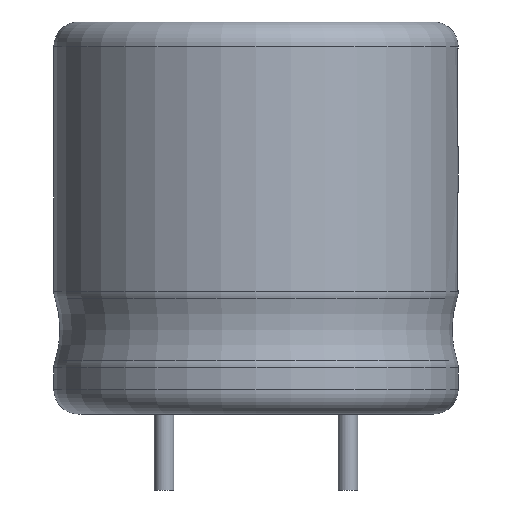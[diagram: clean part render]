
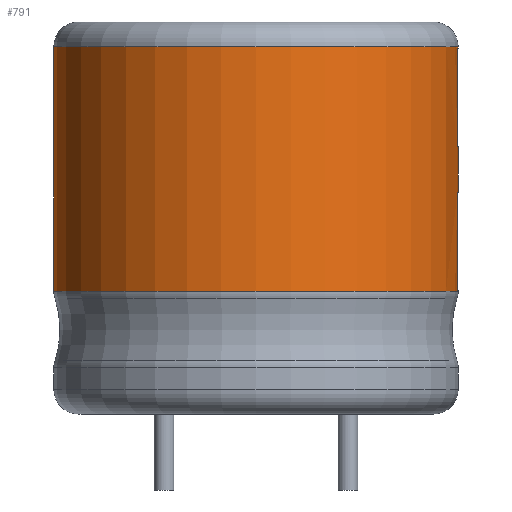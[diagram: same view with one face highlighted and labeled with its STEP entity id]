
A CAD part, front view. The second image highlights one B-rep face of the part: STEP entity #791.
In plain terms, the highlighted cylindrical face has radius 8.25 mm (diameter 16.5 mm), a partial arc.
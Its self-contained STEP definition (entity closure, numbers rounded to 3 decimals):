
#611=CARTESIAN_POINT('',(-8.25,0.,15.0));
#612=VERTEX_POINT('',#611);
#622=CARTESIAN_POINT('',(8.25,0.,15.0));
#623=VERTEX_POINT('',#622);
#624=CARTESIAN_POINT('',(0.0,0.,15.0));
#625=DIRECTION('',(0.0,0.0,1.0));
#626=DIRECTION('',(-1.0,0.0,0.0));
#627=AXIS2_PLACEMENT_3D('',#624,#625,#626);
#628=CIRCLE('',#627,8.25);
#629=EDGE_CURVE('',#612,#623,#628,.T.);
#692=CARTESIAN_POINT('',(0.0,0.0,0.0));
#693=DIRECTION('',(0.0,0.0,1.0));
#694=DIRECTION('',(1.0,0.0,0.0));
#695=AXIS2_PLACEMENT_3D('',#692,#693,#694);
#696=CYLINDRICAL_SURFACE('',#695,8.25);
#697=CARTESIAN_POINT('',(8.25,0.0,14.922));
#698=VERTEX_POINT('',#697);
#699=CARTESIAN_POINT('',(8.25,0.0,15.0));
#700=DIRECTION('',(0.0,0.0,-1.0));
#701=VECTOR('',#700,0.078);
#702=LINE('',#699,#701);
#703=EDGE_CURVE('',#623,#698,#702,.T.);
#704=ORIENTED_EDGE('',*,*,#703,.F.);
#705=ORIENTED_EDGE('',*,*,#629,.F.);
#706=CARTESIAN_POINT('',(-8.25,0.,5.009));
#707=VERTEX_POINT('',#706);
#708=CARTESIAN_POINT('',(-8.25,0.,15.0));
#709=DIRECTION('',(0.0,0.0,-1.0));
#710=VECTOR('',#709,9.991);
#711=LINE('',#708,#710);
#712=EDGE_CURVE('',#612,#707,#711,.T.);
#713=ORIENTED_EDGE('',*,*,#712,.T.);
#714=CARTESIAN_POINT('',(8.25,0.,5.009));
#715=VERTEX_POINT('',#714);
#716=CARTESIAN_POINT('',(0.0,0.,5.009));
#717=DIRECTION('',(0.0,0.0,-1.0));
#718=DIRECTION('',(1.0,0.0,0.0));
#719=AXIS2_PLACEMENT_3D('',#716,#717,#718);
#720=CIRCLE('',#719,8.25);
#721=EDGE_CURVE('',#715,#707,#720,.T.);
#722=ORIENTED_EDGE('',*,*,#721,.F.);
#723=CARTESIAN_POINT('',(8.25,0.0,5.046));
#724=VERTEX_POINT('',#723);
#725=CARTESIAN_POINT('',(8.25,0.0,5.046));
#726=DIRECTION('',(0.0,0.0,-1.0));
#727=VECTOR('',#726,0.037);
#728=LINE('',#725,#727);
#729=EDGE_CURVE('',#724,#715,#728,.T.);
#730=ORIENTED_EDGE('',*,*,#729,.F.);
#731=CARTESIAN_POINT('',(8.219,-0.719,5.046));
#732=VERTEX_POINT('',#731);
#733=CARTESIAN_POINT('',(0.0,0.0,5.046));
#734=DIRECTION('',(0.0,0.0,-1.0));
#735=DIRECTION('',(1.0,0.0,0.0));
#736=AXIS2_PLACEMENT_3D('',#733,#734,#735);
#737=CIRCLE('',#736,8.25);
#738=EDGE_CURVE('',#724,#732,#737,.T.);
#739=ORIENTED_EDGE('',*,*,#738,.T.);
#740=CARTESIAN_POINT('',(8.219,-0.719,9.046));
#741=VERTEX_POINT('',#740);
#742=CARTESIAN_POINT('',(8.219,-0.719,5.046));
#743=DIRECTION('',(0.0,0.0,1.0));
#744=VECTOR('',#743,4.);
#745=LINE('',#742,#744);
#746=EDGE_CURVE('',#732,#741,#745,.T.);
#747=ORIENTED_EDGE('',*,*,#746,.T.);
#748=CARTESIAN_POINT('',(8.25,0.0,9.046));
#749=VERTEX_POINT('',#748);
#750=CARTESIAN_POINT('',(0.0,0.0,9.046));
#751=DIRECTION('',(0.0,0.0,1.0));
#752=DIRECTION('',(1.0,0.0,0.0));
#753=AXIS2_PLACEMENT_3D('',#750,#751,#752);
#754=CIRCLE('',#753,8.25);
#755=EDGE_CURVE('',#741,#749,#754,.T.);
#756=ORIENTED_EDGE('',*,*,#755,.T.);
#757=CARTESIAN_POINT('',(8.25,0.0,10.922));
#758=VERTEX_POINT('',#757);
#759=CARTESIAN_POINT('',(8.25,0.0,10.922));
#760=DIRECTION('',(0.0,0.0,-1.0));
#761=VECTOR('',#760,1.876);
#762=LINE('',#759,#761);
#763=EDGE_CURVE('',#758,#749,#762,.T.);
#764=ORIENTED_EDGE('',*,*,#763,.F.);
#765=CARTESIAN_POINT('',(8.219,-0.719,10.922));
#766=VERTEX_POINT('',#765);
#767=CARTESIAN_POINT('',(0.0,0.0,10.922));
#768=DIRECTION('',(0.0,0.0,-1.0));
#769=DIRECTION('',(1.0,0.0,0.0));
#770=AXIS2_PLACEMENT_3D('',#767,#768,#769);
#771=CIRCLE('',#770,8.25);
#772=EDGE_CURVE('',#758,#766,#771,.T.);
#773=ORIENTED_EDGE('',*,*,#772,.T.);
#774=CARTESIAN_POINT('',(8.219,-0.719,14.922));
#775=VERTEX_POINT('',#774);
#776=CARTESIAN_POINT('',(8.219,-0.719,10.922));
#777=DIRECTION('',(0.0,0.0,1.0));
#778=VECTOR('',#777,4.0);
#779=LINE('',#776,#778);
#780=EDGE_CURVE('',#766,#775,#779,.T.);
#781=ORIENTED_EDGE('',*,*,#780,.T.);
#782=CARTESIAN_POINT('',(0.0,0.0,14.922));
#783=DIRECTION('',(0.0,0.0,1.0));
#784=DIRECTION('',(1.0,0.0,0.0));
#785=AXIS2_PLACEMENT_3D('',#782,#783,#784);
#786=CIRCLE('',#785,8.25);
#787=EDGE_CURVE('',#775,#698,#786,.T.);
#788=ORIENTED_EDGE('',*,*,#787,.T.);
#789=EDGE_LOOP('',(#704,#705,#713,#722,#730,#739,#747,#756,#764,#773,#781,#788));
#790=FACE_OUTER_BOUND('',#789,.T.);
#791=ADVANCED_FACE('',(#790),#696,.T.);
